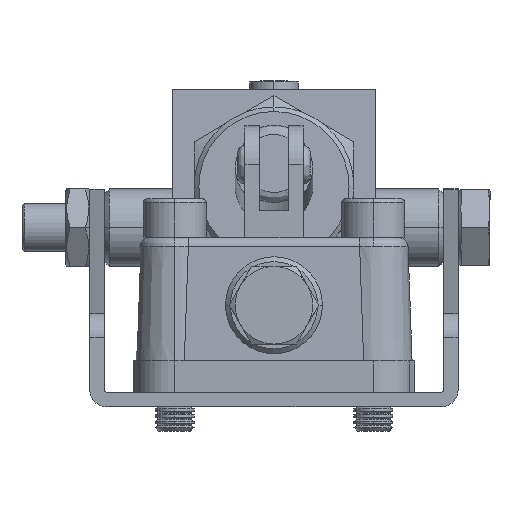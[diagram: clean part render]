
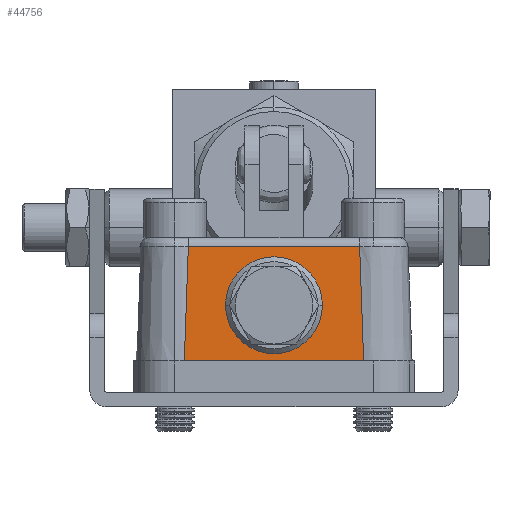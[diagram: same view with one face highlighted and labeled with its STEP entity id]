
A CAD part, left-side view. The second image highlights one B-rep face of the part: STEP entity #44756.
In plain terms, the highlighted planar face has unit normal (-0.999, 0, 0.035).
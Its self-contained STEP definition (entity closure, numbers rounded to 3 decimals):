
#11261 = VERTEX_POINT ( 'NONE', #45464 ) ;
#11263 = VERTEX_POINT ( 'NONE', #45463 ) ;
#11268 = AXIS2_PLACEMENT_3D ( 'NONE', #31228, #31239, #31240 ) ;
#11331 = VERTEX_POINT ( 'NONE', #45419 ) ;
#11333 = VERTEX_POINT ( 'NONE', #45418 ) ;
#11340 = VERTEX_POINT ( 'NONE', #45413 ) ;
#11345 = VERTEX_POINT ( 'NONE', #45410 ) ;
#12830 = EDGE_CURVE ( 'NONE', #11261, #11263, #49280, .T. ) ;
#12906 = EDGE_CURVE ( 'NONE', #11333, #11331, #28795, .T. ) ;
#12910 = EDGE_CURVE ( 'NONE', #11331, #11345, #28804, .T. ) ;
#12912 = EDGE_CURVE ( 'NONE', #11345, #11340, #28807, .T. ) ;
#12915 = EDGE_CURVE ( 'NONE', #11263, #11261, #17768, .T. ) ;
#12983 = EDGE_CURVE ( 'NONE', #11340, #11333, #28870, .T. ) ;
#17768 =( BOUNDED_CURVE ( )  B_SPLINE_CURVE ( 3, ( #19313, #19314, #19319, #19320 ),
 .UNSPECIFIED., .F., .F. ) 
 B_SPLINE_CURVE_WITH_KNOTS ( ( 4, 4 ),
 ( 1.571, 4.712 ),
 .UNSPECIFIED. ) 
 CURVE ( )  GEOMETRIC_REPRESENTATION_ITEM ( )  RATIONAL_B_SPLINE_CURVE ( ( 1., 0.333, 0.333, 1. ) ) 
 REPRESENTATION_ITEM ( '' )  );
#18510 = FACE_BOUND ( 'NONE', #46352, .T. ) ;
#18514 = FACE_OUTER_BOUND ( 'NONE', #46355, .T. ) ;
#19292 = CARTESIAN_POINT ( 'NONE',  ( -67.5, -18.5, 6.5 ) ) ;
#19296 = DIRECTION ( 'NONE',  ( 0.035, 0.035, 0.999 ) ) ;
#19304 = CARTESIAN_POINT ( 'NONE',  ( -66.677, 0., 30.07 ) ) ;
#19305 = DIRECTION ( 'NONE',  ( 0., 1., 0. ) ) ;
#19308 = CARTESIAN_POINT ( 'NONE',  ( -66.677, 17.677, 30.07 ) ) ;
#19309 = DIRECTION ( 'NONE',  ( -0.035, 0.035, -0.999 ) ) ;
#19313 = CARTESIAN_POINT ( 'NONE',  ( -67.098, 9.75, 18. ) ) ;
#19314 = CARTESIAN_POINT ( 'NONE',  ( -66.417, 9.75, 37.5 ) ) ;
#19319 = CARTESIAN_POINT ( 'NONE',  ( -66.417, -9.75, 37.5 ) ) ;
#19320 = CARTESIAN_POINT ( 'NONE',  ( -67.098, -9.75, 18. ) ) ;
#19661 = CARTESIAN_POINT ( 'NONE',  ( -67.5, 29., 6.5 ) ) ;
#19662 = DIRECTION ( 'NONE',  ( 0., -1., 0. ) ) ;
#20051 = CARTESIAN_POINT ( 'NONE',  ( -67.098, 9.75, 18. ) ) ;
#20052 = CARTESIAN_POINT ( 'NONE',  ( -67.779, 9.75, -1.5 ) ) ;
#20061 = CARTESIAN_POINT ( 'NONE',  ( -67.779, -9.75, -1.5 ) ) ;
#20063 = CARTESIAN_POINT ( 'NONE',  ( -67.098, -9.75, 18. ) ) ;
#28795 = LINE ( 'NONE', #19292, #28800 ) ;
#28800 = VECTOR ( 'NONE', #19296, 1000. ) ;
#28804 = LINE ( 'NONE', #19304, #28806 ) ;
#28806 = VECTOR ( 'NONE', #19305, 1000. ) ;
#28807 = LINE ( 'NONE', #19308, #28810 ) ;
#28810 = VECTOR ( 'NONE', #19309, 1000. ) ;
#28870 = LINE ( 'NONE', #19661, #28873 ) ;
#28873 = VECTOR ( 'NONE', #19662, 1000. ) ;
#31228 = CARTESIAN_POINT ( 'NONE',  ( -67.5, 0., 6.5 ) ) ;
#31234 = PLANE ( 'NONE',  #11268 ) ;
#31239 = DIRECTION ( 'NONE',  ( -0.999, 0., 0.035 ) ) ;
#31240 = DIRECTION ( 'NONE',  ( 0.035, 0., 0.999 ) ) ;
#36117 = ORIENTED_EDGE ( 'NONE', *, *, #12910, .T. ) ;
#36118 = ORIENTED_EDGE ( 'NONE', *, *, #12906, .T. ) ;
#36119 = ORIENTED_EDGE ( 'NONE', *, *, #12983, .T. ) ;
#36120 = ORIENTED_EDGE ( 'NONE', *, *, #12912, .T. ) ;
#36121 = ORIENTED_EDGE ( 'NONE', *, *, #12915, .T. ) ;
#36122 = ORIENTED_EDGE ( 'NONE', *, *, #12830, .T. ) ;
#44756 = ADVANCED_FACE ( 'NONE', ( #18510, #18514 ), #31234, .T. ) ;
#45410 = CARTESIAN_POINT ( 'NONE',  ( -66.677, 17.677, 30.07 ) ) ;
#45413 = CARTESIAN_POINT ( 'NONE',  ( -67.5, 18.5, 6.5 ) ) ;
#45418 = CARTESIAN_POINT ( 'NONE',  ( -67.5, -18.5, 6.5 ) ) ;
#45419 = CARTESIAN_POINT ( 'NONE',  ( -66.677, -17.677, 30.07 ) ) ;
#45463 = CARTESIAN_POINT ( 'NONE',  ( -67.098, 9.75, 18. ) ) ;
#45464 = CARTESIAN_POINT ( 'NONE',  ( -67.098, -9.75, 18. ) ) ;
#46352 = EDGE_LOOP ( 'NONE', ( #36122, #36121 ) ) ;
#46355 = EDGE_LOOP ( 'NONE', ( #36120, #36119, #36118, #36117 ) ) ;
#49280 =( BOUNDED_CURVE ( )  B_SPLINE_CURVE ( 3, ( #20063, #20061, #20052, #20051 ),
 .UNSPECIFIED., .F., .F. ) 
 B_SPLINE_CURVE_WITH_KNOTS ( ( 4, 4 ),
 ( 4.712, 7.854 ),
 .UNSPECIFIED. ) 
 CURVE ( )  GEOMETRIC_REPRESENTATION_ITEM ( )  RATIONAL_B_SPLINE_CURVE ( ( 1., 0.333, 0.333, 1. ) ) 
 REPRESENTATION_ITEM ( '' )  );
